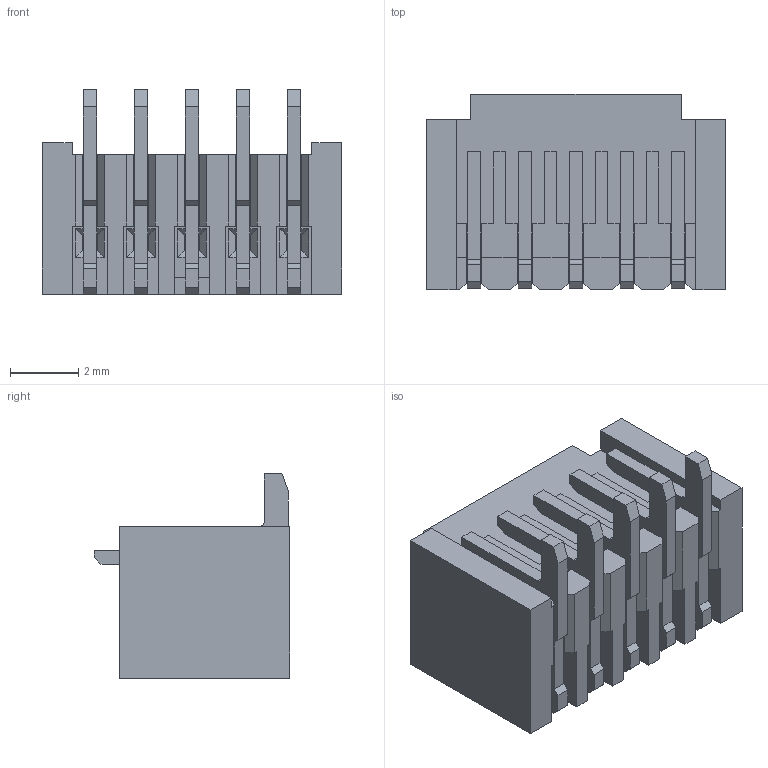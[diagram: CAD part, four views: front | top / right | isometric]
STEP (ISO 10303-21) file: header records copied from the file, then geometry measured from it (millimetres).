
FILE_DESCRIPTION((''),'2;1');
FILE_NAME('S-5XXXX-005XX-XXX','2021-02-26T',('d00133'),(''),'CREO PARAMETRIC BY PTC INC, 2014500','CREO PARAMETRIC BY PTC INC, 2014500','');
FILE_SCHEMA(('CONFIG_CONTROL_DESIGN'));
Length unit declared in the file: millimetre
Products named in the file (1): S-5XXXX-005XX-XXX
Bounding box: 8.8 x 5.75 x 6 mm (x, y, z)
Volume: 97.7 mm3; surface area: 440 mm2
Topology: 1 solids, 1 shells, 395 faces, 1255 edges, 810 vertices
Faces by surface type: plane 360, cylinder 35
Entity records: 13721 total; most frequent: ORIENTED_EDGE 2510, CARTESIAN_POINT 2460, DIRECTION 2115, EDGE_CURVE 1255, VECTOR 1185, LINE 1185, VERTEX_POINT 810, AXIS2_PLACEMENT_3D 465
